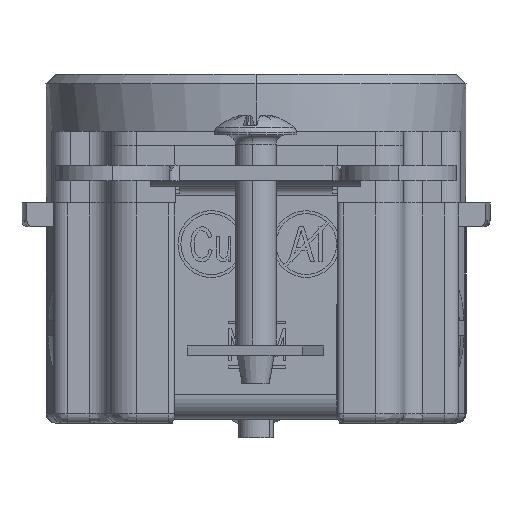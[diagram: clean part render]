
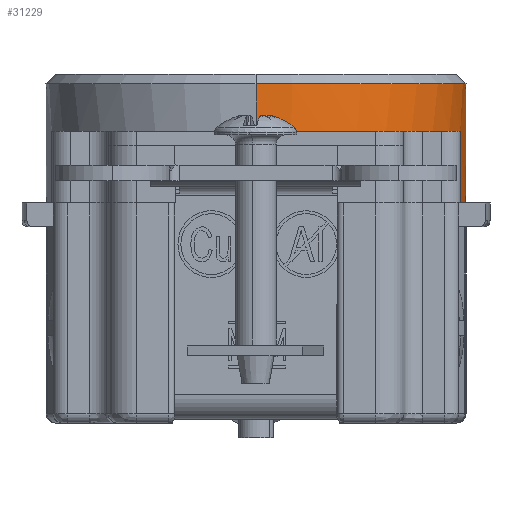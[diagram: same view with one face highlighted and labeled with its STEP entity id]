
A CAD part, front view. The second image highlights one B-rep face of the part: STEP entity #31229.
In plain terms, the highlighted cylindrical face has radius 17.45 mm (diameter 34.9 mm), a partial arc.
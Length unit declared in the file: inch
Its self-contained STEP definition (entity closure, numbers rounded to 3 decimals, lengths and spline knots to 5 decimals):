
#232 = ORIENTED_EDGE ( 'NONE', *, *, #72922, .F. ) ;
#1530 = CARTESIAN_POINT ( 'NONE',  ( 0., 0.687, 0.012 ) ) ;
#4675 = DIRECTION ( 'NONE',  ( 0., 0., -1. ) ) ;
#6818 = VERTEX_POINT ( 'NONE', #12464 ) ;
#7812 = CARTESIAN_POINT ( 'NONE',  ( 0.668, -0.16045, -0.175 ) ) ;
#8310 = LINE ( 'NONE', #1530, #22859 ) ;
#8468 = DIRECTION ( 'NONE',  ( 0., 0., -1. ) ) ;
#12217 = DIRECTION ( 'NONE',  ( 0., 1., 0. ) ) ;
#12464 = CARTESIAN_POINT ( 'NONE',  ( 0., -0.687, -0.175 ) ) ;
#13624 = CARTESIAN_POINT ( 'NONE',  ( 0., 0.687, -0.175 ) ) ;
#14967 = AXIS2_PLACEMENT_3D ( 'NONE', #54373, #32505, #74014 ) ;
#15057 = EDGE_CURVE ( 'NONE', #43888, #52707, #22102, .T. ) ;
#19648 = ORIENTED_EDGE ( 'NONE', *, *, #25638, .T. ) ;
#19904 = DIRECTION ( 'NONE',  ( 0., 0., 1. ) ) ;
#20916 = EDGE_CURVE ( 'NONE', #44900, #6818, #42419, .T. ) ;
#22102 = LINE ( 'NONE', #78189, #65516 ) ;
#22859 = VECTOR ( 'NONE', #4675, 39.37008 ) ;
#23645 = AXIS2_PLACEMENT_3D ( 'NONE', #65819, #44857, #29372 ) ;
#25638 = EDGE_CURVE ( 'NONE', #44917, #6818, #42136, .T. ) ;
#27075 = CARTESIAN_POINT ( 'NONE',  ( 0.63958, 0.25081, -0.175 ) ) ;
#27172 = CYLINDRICAL_SURFACE ( 'NONE', #23645, 0.687 ) ;
#27873 = CARTESIAN_POINT ( 'NONE',  ( 0., -0.687, -0.019 ) ) ;
#28035 = EDGE_CURVE ( 'NONE', #52707, #65400, #43697, .T. ) ;
#28041 = FACE_OUTER_BOUND ( 'NONE', #85689, .T. ) ;
#29079 = ORIENTED_EDGE ( 'NONE', *, *, #28035, .F. ) ;
#29372 = DIRECTION ( 'NONE',  ( 0., -1., 0. ) ) ;
#31229 = ADVANCED_FACE ( 'NONE', ( #28041 ), #27172, .T. ) ;
#32505 = DIRECTION ( 'NONE',  ( 0., 0., -1. ) ) ;
#35433 = VECTOR ( 'NONE', #54932, 39.37008 ) ;
#35583 = ORIENTED_EDGE ( 'NONE', *, *, #55013, .F. ) ;
#37874 = AXIS2_PLACEMENT_3D ( 'NONE', #83738, #41741, #64045 ) ;
#39905 = CIRCLE ( 'NONE', #58871, 0.687 ) ;
#41741 = DIRECTION ( 'NONE',  ( 0., 0., -1. ) ) ;
#41765 = CARTESIAN_POINT ( 'NONE',  ( 0.668, -0.16045, 0.0085 ) ) ;
#42136 = LINE ( 'NONE', #63100, #35433 ) ;
#42419 = CIRCLE ( 'NONE', #61399, 0.687 ) ;
#43697 = CIRCLE ( 'NONE', #37874, 0.687 ) ;
#43888 = VERTEX_POINT ( 'NONE', #27075 ) ;
#44002 = DIRECTION ( 'NONE',  ( 0., 1., 0. ) ) ;
#44235 = VECTOR ( 'NONE', #19904, 39.37008 ) ;
#44857 = DIRECTION ( 'NONE',  ( 0., 0., -1. ) ) ;
#44900 = VERTEX_POINT ( 'NONE', #7812 ) ;
#44917 = VERTEX_POINT ( 'NONE', #27873 ) ;
#46876 = CARTESIAN_POINT ( 'NONE',  ( 0., 0., -0.175 ) ) ;
#48901 = ORIENTED_EDGE ( 'NONE', *, *, #54914, .F. ) ;
#49935 = DIRECTION ( 'NONE',  ( 0., 0., -1. ) ) ;
#52707 = VERTEX_POINT ( 'NONE', #88815 ) ;
#54273 = CIRCLE ( 'NONE', #14967, 0.687 ) ;
#54373 = CARTESIAN_POINT ( 'NONE',  ( 0., 0., -0.019 ) ) ;
#54914 = EDGE_CURVE ( 'NONE', #65400, #44900, #82415, .T. ) ;
#54932 = DIRECTION ( 'NONE',  ( 0., 0., -1. ) ) ;
#55013 = EDGE_CURVE ( 'NONE', #77217, #43888, #39905, .T. ) ;
#58027 = ORIENTED_EDGE ( 'NONE', *, *, #62484, .T. ) ;
#58871 = AXIS2_PLACEMENT_3D ( 'NONE', #78680, #8468, #44002 ) ;
#61240 = VERTEX_POINT ( 'NONE', #82694 ) ;
#61399 = AXIS2_PLACEMENT_3D ( 'NONE', #46876, #74694, #12217 ) ;
#62484 = EDGE_CURVE ( 'NONE', #61240, #44917, #54273, .T. ) ;
#63100 = CARTESIAN_POINT ( 'NONE',  ( 0., -0.687, 0.012 ) ) ;
#64045 = DIRECTION ( 'NONE',  ( 0., -1., 0. ) ) ;
#65400 = VERTEX_POINT ( 'NONE', #87688 ) ;
#65516 = VECTOR ( 'NONE', #49935, 39.37008 ) ;
#65819 = CARTESIAN_POINT ( 'NONE',  ( 0., 0., 0.012 ) ) ;
#72922 = EDGE_CURVE ( 'NONE', #61240, #77217, #8310, .T. ) ;
#74014 = DIRECTION ( 'NONE',  ( 0., -1., 0. ) ) ;
#74694 = DIRECTION ( 'NONE',  ( 0., 0., -1. ) ) ;
#75184 = ORIENTED_EDGE ( 'NONE', *, *, #20916, .F. ) ;
#77217 = VERTEX_POINT ( 'NONE', #13624 ) ;
#78189 = CARTESIAN_POINT ( 'NONE',  ( 0.63958, 0.25081, 0.012 ) ) ;
#78267 = ORIENTED_EDGE ( 'NONE', *, *, #15057, .F. ) ;
#78680 = CARTESIAN_POINT ( 'NONE',  ( 0., 0., -0.175 ) ) ;
#82415 = LINE ( 'NONE', #41765, #44235 ) ;
#82694 = CARTESIAN_POINT ( 'NONE',  ( 0., 0.687, -0.019 ) ) ;
#83738 = CARTESIAN_POINT ( 'NONE',  ( 0., 0., -0.409 ) ) ;
#85689 = EDGE_LOOP ( 'NONE', ( #232, #58027, #19648, #75184, #48901, #29079, #78267, #35583 ) ) ;
#87688 = CARTESIAN_POINT ( 'NONE',  ( 0.668, -0.16045, -0.409 ) ) ;
#88815 = CARTESIAN_POINT ( 'NONE',  ( 0.63958, 0.25081, -0.409 ) ) ;
